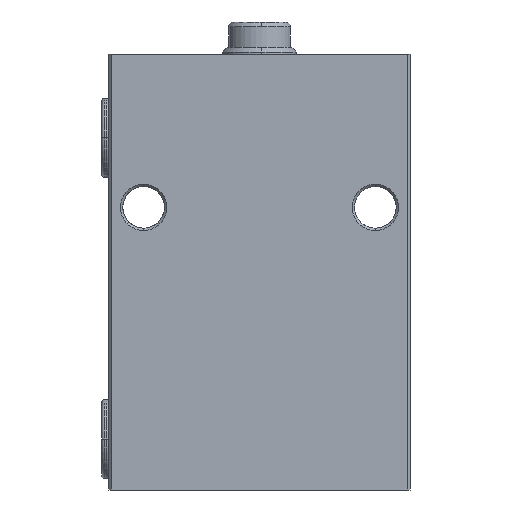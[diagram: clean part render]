
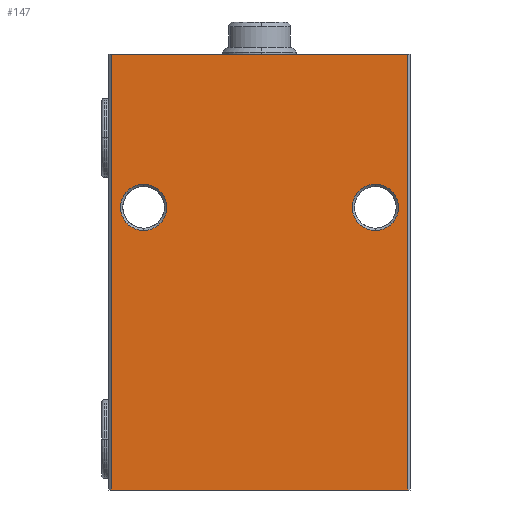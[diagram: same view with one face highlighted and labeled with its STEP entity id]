
A CAD part, front view. The second image highlights one B-rep face of the part: STEP entity #147.
In plain terms, the highlighted planar face has unit normal (0, -1, 0).
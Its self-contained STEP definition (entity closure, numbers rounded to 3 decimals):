
#11 = CARTESIAN_POINT ( 'NONE',  ( -13991.479, 1843.364, 94. ) ) ;
#17 = VECTOR ( 'NONE', #3475, 1000. ) ;
#147 = ADVANCED_FACE ( 'NONE', ( #4727, #1639, #3679 ), #3811, .F. ) ;
#188 = EDGE_LOOP ( 'NONE', ( #4705, #2696 ) ) ;
#219 = EDGE_LOOP ( 'NONE', ( #435, #858, #3336, #4472 ) ) ;
#232 = DIRECTION ( 'NONE',  ( -1., 0., 0. ) ) ;
#258 = CARTESIAN_POINT ( 'NONE',  ( -13934.479, 1843.364, 56. ) ) ;
#377 = CIRCLE ( 'NONE', #4493, 5. ) ;
#435 = ORIENTED_EDGE ( 'NONE', *, *, #4639, .T. ) ;
#459 = EDGE_CURVE ( 'NONE', #4996, #3020, #4506, .T. ) ;
#584 = VERTEX_POINT ( 'NONE', #3547 ) ;
#689 = EDGE_CURVE ( 'NONE', #3137, #1220, #377, .T. ) ;
#760 = CARTESIAN_POINT ( 'NONE',  ( -13984.479, 1843.364, 61. ) ) ;
#831 = DIRECTION ( 'NONE',  ( 1., 0., 0. ) ) ;
#855 = VECTOR ( 'NONE', #3749, 1000. ) ;
#858 = ORIENTED_EDGE ( 'NONE', *, *, #862, .F. ) ;
#862 = EDGE_CURVE ( 'NONE', #3380, #584, #2282, .T. ) ;
#881 = EDGE_CURVE ( 'NONE', #4132, #5055, #3121, .T. ) ;
#915 = CARTESIAN_POINT ( 'NONE',  ( -13984.479, 1843.364, 61. ) ) ;
#942 = DIRECTION ( 'NONE',  ( -1., 0., 0. ) ) ;
#1021 = CARTESIAN_POINT ( 'NONE',  ( -13984.479, 1843.364, 56. ) ) ;
#1103 = DIRECTION ( 'NONE',  ( 0., 1., 0. ) ) ;
#1220 = VERTEX_POINT ( 'NONE', #258 ) ;
#1545 = CARTESIAN_POINT ( 'NONE',  ( -13927.479, 1843.364, 94. ) ) ;
#1639 = FACE_BOUND ( 'NONE', #3071, .T. ) ;
#1672 = EDGE_CURVE ( 'NONE', #1220, #3137, #3898, .T. ) ;
#1786 = CARTESIAN_POINT ( 'NONE',  ( -13991.479, 1843.364, 94. ) ) ;
#1830 = CARTESIAN_POINT ( 'NONE',  ( -13991.479, 1843.364, 0. ) ) ;
#1835 = EDGE_CURVE ( 'NONE', #4996, #3380, #3149, .T. ) ;
#1841 = CARTESIAN_POINT ( 'NONE',  ( -13927.479, 1843.364, 94. ) ) ;
#1843 = EDGE_CURVE ( 'NONE', #5055, #4132, #3028, .T. ) ;
#1883 = DIRECTION ( 'NONE',  ( 0., 1., 0. ) ) ;
#1919 = DIRECTION ( 'NONE',  ( 0., 1., 0. ) ) ;
#2175 = CARTESIAN_POINT ( 'NONE',  ( -13927.479, 1843.364, 94. ) ) ;
#2282 = LINE ( 'NONE', #1841, #17 ) ;
#2388 = ORIENTED_EDGE ( 'NONE', *, *, #1843, .T. ) ;
#2501 = VECTOR ( 'NONE', #3150, 1000. ) ;
#2696 = ORIENTED_EDGE ( 'NONE', *, *, #689, .T. ) ;
#2806 = DIRECTION ( 'NONE',  ( -1., 0., 0. ) ) ;
#2814 = AXIS2_PLACEMENT_3D ( 'NONE', #2175, #1883, #942 ) ;
#2845 = AXIS2_PLACEMENT_3D ( 'NONE', #915, #2957, #3732 ) ;
#2957 = DIRECTION ( 'NONE',  ( 0., 1., 0. ) ) ;
#3020 = VERTEX_POINT ( 'NONE', #1830 ) ;
#3028 = CIRCLE ( 'NONE', #2845, 5. ) ;
#3071 = EDGE_LOOP ( 'NONE', ( #2388, #3112 ) ) ;
#3112 = ORIENTED_EDGE ( 'NONE', *, *, #881, .T. ) ;
#3121 = CIRCLE ( 'NONE', #3820, 5. ) ;
#3137 = VERTEX_POINT ( 'NONE', #4788 ) ;
#3149 = LINE ( 'NONE', #4062, #855 ) ;
#3150 = DIRECTION ( 'NONE',  ( 0., 0., -1. ) ) ;
#3336 = ORIENTED_EDGE ( 'NONE', *, *, #1835, .F. ) ;
#3380 = VERTEX_POINT ( 'NONE', #1545 ) ;
#3475 = DIRECTION ( 'NONE',  ( 0., 0., -1. ) ) ;
#3547 = CARTESIAN_POINT ( 'NONE',  ( -13927.479, 1843.364, 0. ) ) ;
#3644 = DIRECTION ( 'NONE',  ( 0., 1., 0. ) ) ;
#3679 = FACE_OUTER_BOUND ( 'NONE', #219, .T. ) ;
#3698 = CARTESIAN_POINT ( 'NONE',  ( -13927.479, 1843.364, 0. ) ) ;
#3732 = DIRECTION ( 'NONE',  ( -1., 0., 0. ) ) ;
#3749 = DIRECTION ( 'NONE',  ( 1., 0., 0. ) ) ;
#3751 = LINE ( 'NONE', #3698, #4672 ) ;
#3800 = AXIS2_PLACEMENT_3D ( 'NONE', #5108, #1103, #232 ) ;
#3811 = PLANE ( 'NONE',  #2814 ) ;
#3820 = AXIS2_PLACEMENT_3D ( 'NONE', #760, #3644, #2806 ) ;
#3898 = CIRCLE ( 'NONE', #3800, 5. ) ;
#4062 = CARTESIAN_POINT ( 'NONE',  ( -13927.479, 1843.364, 94. ) ) ;
#4132 = VERTEX_POINT ( 'NONE', #4940 ) ;
#4344 = DIRECTION ( 'NONE',  ( -1., 0., 0. ) ) ;
#4472 = ORIENTED_EDGE ( 'NONE', *, *, #459, .T. ) ;
#4493 = AXIS2_PLACEMENT_3D ( 'NONE', #4740, #1919, #4344 ) ;
#4506 = LINE ( 'NONE', #11, #2501 ) ;
#4639 = EDGE_CURVE ( 'NONE', #3020, #584, #3751, .T. ) ;
#4672 = VECTOR ( 'NONE', #831, 1000. ) ;
#4705 = ORIENTED_EDGE ( 'NONE', *, *, #1672, .T. ) ;
#4727 = FACE_BOUND ( 'NONE', #188, .T. ) ;
#4740 = CARTESIAN_POINT ( 'NONE',  ( -13934.479, 1843.364, 61. ) ) ;
#4788 = CARTESIAN_POINT ( 'NONE',  ( -13934.479, 1843.364, 66. ) ) ;
#4940 = CARTESIAN_POINT ( 'NONE',  ( -13984.479, 1843.364, 66. ) ) ;
#4996 = VERTEX_POINT ( 'NONE', #1786 ) ;
#5055 = VERTEX_POINT ( 'NONE', #1021 ) ;
#5108 = CARTESIAN_POINT ( 'NONE',  ( -13934.479, 1843.364, 61. ) ) ;
